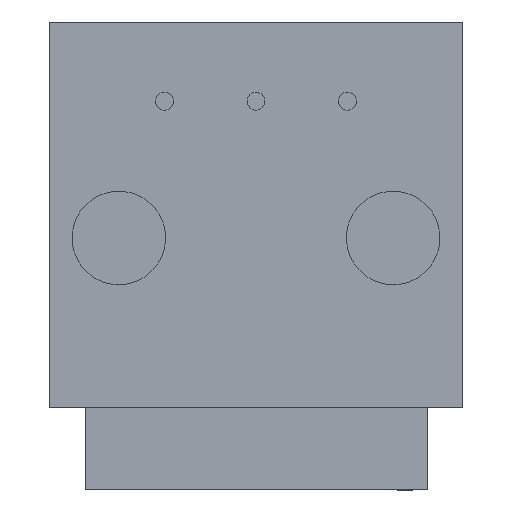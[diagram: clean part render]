
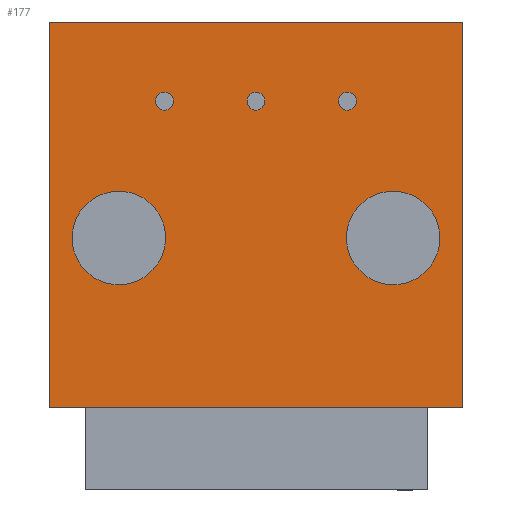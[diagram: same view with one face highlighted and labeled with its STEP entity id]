
A CAD part, front view. The second image highlights one B-rep face of the part: STEP entity #177.
In plain terms, the highlighted free-form (B-spline) face has degree [1, 1] with [2, 2] control points.
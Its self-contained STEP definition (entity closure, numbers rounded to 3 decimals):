
#64 = VERTEX_POINT('',#65);
#65 = CARTESIAN_POINT('',(-28.684,-26.969,11.453
    ));
#92 = VERTEX_POINT('',#93);
#93 = CARTESIAN_POINT('',(-28.684,-26.969,25.378
    ));
#98 = EDGE_CURVE('',#92,#64,#99,.T.);
#99 = B_SPLINE_CURVE_WITH_KNOTS('',1,(#100,#101),.UNSPECIFIED.,.F.,.F.,(
    2,2),(-0.,10.7),.PIECEWISE_BEZIER_KNOTS.);
#100 = CARTESIAN_POINT('',(-28.684,-26.969,
    25.378));
#101 = CARTESIAN_POINT('',(-28.684,-26.969,
    11.453));
#141 = VERTEX_POINT('',#142);
#142 = CARTESIAN_POINT('',(-43.651,-26.969,
    11.453));
#147 = EDGE_CURVE('',#148,#141,#150,.T.);
#148 = VERTEX_POINT('',#149);
#149 = CARTESIAN_POINT('',(-43.651,-26.969,
    25.378));
#150 = B_SPLINE_CURVE_WITH_KNOTS('',1,(#151,#152),.UNSPECIFIED.,.F.,.F.,
  (2,2),(-0.,10.7),.PIECEWISE_BEZIER_KNOTS.);
#151 = CARTESIAN_POINT('',(-43.651,-26.969,
    25.378));
#152 = CARTESIAN_POINT('',(-43.651,-26.969,
    11.453));
#177 = ADVANCED_FACE('',(#178),#192,.F.);
#178 = FACE_BOUND('',#179,.T.);
#179 = EDGE_LOOP('',(#180,#181,#186,#187));
#180 = ORIENTED_EDGE('',*,*,#147,.T.);
#181 = ORIENTED_EDGE('',*,*,#182,.T.);
#182 = EDGE_CURVE('',#141,#64,#183,.T.);
#183 = B_SPLINE_CURVE_WITH_KNOTS('',1,(#184,#185),.UNSPECIFIED.,.F.,.F.,
  (2,2),(0.,11.5),.PIECEWISE_BEZIER_KNOTS.);
#184 = CARTESIAN_POINT('',(-43.651,-26.969,
    11.453));
#185 = CARTESIAN_POINT('',(-28.684,-26.969,
    11.453));
#186 = ORIENTED_EDGE('',*,*,#98,.F.);
#187 = ORIENTED_EDGE('',*,*,#188,.F.);
#188 = EDGE_CURVE('',#148,#92,#189,.T.);
#189 = B_SPLINE_CURVE_WITH_KNOTS('',1,(#190,#191),.UNSPECIFIED.,.F.,.F.,
  (2,2),(0.,11.5),.PIECEWISE_BEZIER_KNOTS.);
#190 = CARTESIAN_POINT('',(-43.651,-26.969,
    25.378));
#191 = CARTESIAN_POINT('',(-28.684,-26.969,
    25.378));
#192 = B_SPLINE_SURFACE_WITH_KNOTS('',1,1,(
    (#193,#194)
    ,(#195,#196
    )),.UNSPECIFIED.,.F.,.F.,.F.,(2,2),(2,2),(-10.7,0.),(0.,11.5),
  .PIECEWISE_BEZIER_KNOTS.);
#193 = CARTESIAN_POINT('',(-43.651,-26.969,
    11.453));
#194 = CARTESIAN_POINT('',(-28.684,-26.969,
    11.453));
#195 = CARTESIAN_POINT('',(-43.651,-26.969,
    25.378));
#196 = CARTESIAN_POINT('',(-28.684,-26.969,
    25.378));
